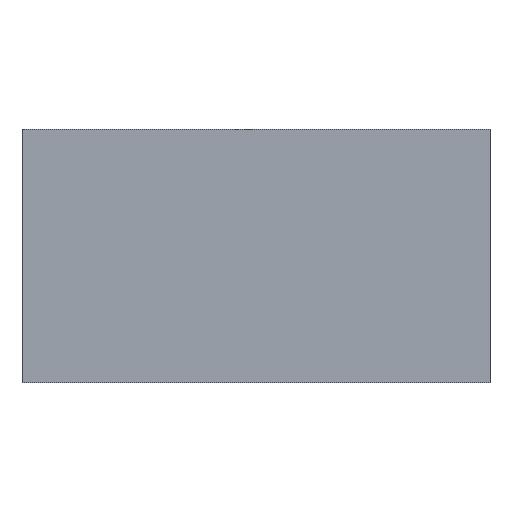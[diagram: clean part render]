
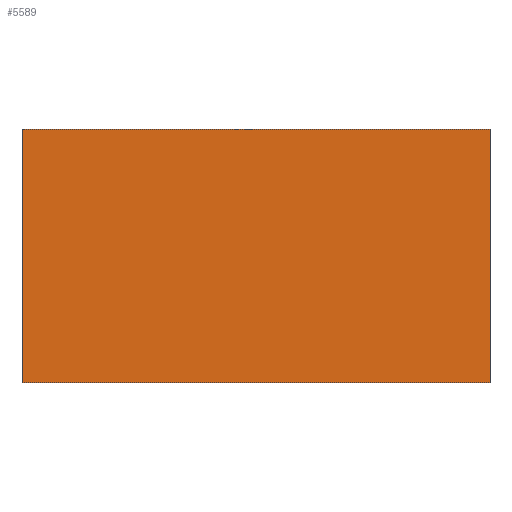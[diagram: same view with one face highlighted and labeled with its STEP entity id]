
A CAD part, front view. The second image highlights one B-rep face of the part: STEP entity #5589.
In plain terms, the highlighted planar face has unit normal (0, -1, 0).
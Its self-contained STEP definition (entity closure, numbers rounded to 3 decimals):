
#79=PLANE('',#5966);
#383=FACE_OUTER_BOUND('',#698,.T.);
#698=EDGE_LOOP('',(#4984,#4985,#4986,#4987));
#1521=LINE('',#14956,#1802);
#1568=LINE('',#24794,#1849);
#1571=LINE('',#24802,#1852);
#1572=LINE('',#24803,#1853);
#1802=VECTOR('',#6713,10.);
#1849=VECTOR('',#6958,10.);
#1852=VECTOR('',#6967,10.);
#1853=VECTOR('',#6968,10.);
#2371=VERTEX_POINT('',#14953);
#2372=VERTEX_POINT('',#14955);
#2431=VERTEX_POINT('',#24791);
#2432=VERTEX_POINT('',#24793);
#3141=EDGE_CURVE('',#2371,#2372,#1521,.T.);
#3293=EDGE_CURVE('',#2431,#2432,#1568,.T.);
#3297=EDGE_CURVE('',#2431,#2372,#1571,.T.);
#3298=EDGE_CURVE('',#2432,#2371,#1572,.T.);
#4984=ORIENTED_EDGE('',*,*,#3293,.F.);
#4985=ORIENTED_EDGE('',*,*,#3297,.T.);
#4986=ORIENTED_EDGE('',*,*,#3141,.F.);
#4987=ORIENTED_EDGE('',*,*,#3298,.F.);
#5589=ADVANCED_FACE('',(#383),#79,.T.);
#5966=AXIS2_PLACEMENT_3D('',#24801,#6965,#6966);
#6713=DIRECTION('',(-1.,0.,0.));
#6958=DIRECTION('',(1.,0.,0.));
#6965=DIRECTION('center_axis',(0.,-1.,0.));
#6966=DIRECTION('ref_axis',(-1.,0.,0.));
#6967=DIRECTION('',(0.,0.,-1.));
#6968=DIRECTION('',(0.,0.,-1.));
#14953=CARTESIAN_POINT('',(98.,0.,-53.));
#14955=CARTESIAN_POINT('',(0.,0.,-53.));
#14956=CARTESIAN_POINT('',(0.,0.,-53.));
#24791=CARTESIAN_POINT('',(0.,0.,0.));
#24793=CARTESIAN_POINT('',(98.,0.,0.));
#24794=CARTESIAN_POINT('',(0.,0.,0.));
#24801=CARTESIAN_POINT('Origin',(98.,0.,0.));
#24802=CARTESIAN_POINT('',(0.,0.,0.));
#24803=CARTESIAN_POINT('',(98.,0.,0.));
